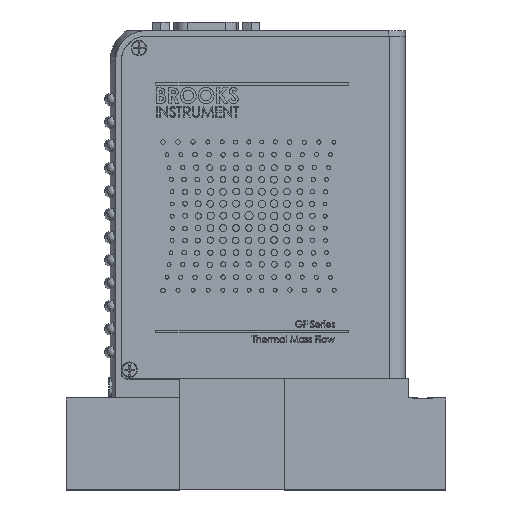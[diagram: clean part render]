
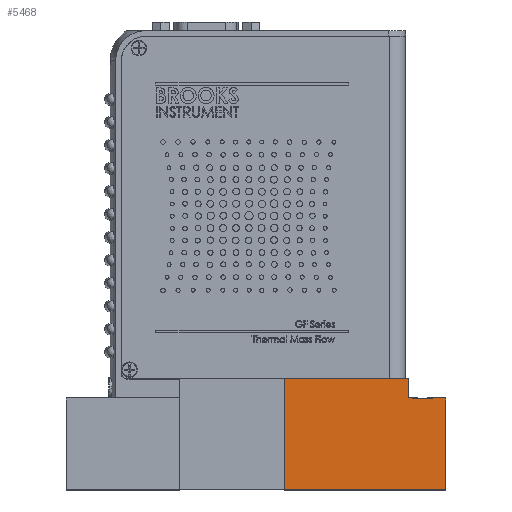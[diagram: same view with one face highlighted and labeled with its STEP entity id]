
A CAD part, top view. The second image highlights one B-rep face of the part: STEP entity #5468.
In plain terms, the highlighted planar face has unit normal (0, 0, 1).
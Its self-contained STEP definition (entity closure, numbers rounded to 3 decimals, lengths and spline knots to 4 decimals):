
#5468 = ADVANCED_FACE ( 'NONE', ( #52458 ), #75109, .F. ) ;
#13764 = VERTEX_POINT ( 'NONE', #46180 ) ;
#14052 = VERTEX_POINT ( 'NONE', #46545 ) ;
#14136 = VERTEX_POINT ( 'NONE', #46654 ) ;
#14148 = VERTEX_POINT ( 'NONE', #46669 ) ;
#14268 = VERTEX_POINT ( 'NONE', #46773 ) ;
#14280 = VERTEX_POINT ( 'NONE', #46781 ) ;
#14316 = VERTEX_POINT ( 'NONE', #46805 ) ;
#14370 = VERTEX_POINT ( 'NONE', #46841 ) ;
#14661 = EDGE_LOOP ( 'NONE', ( #58067, #58068, #58069, #58070, #58071, #58072, #58073, #58074, #58075, #58076 ) ) ;
#15009 = VERTEX_POINT ( 'NONE', #47052 ) ;
#15129 = VERTEX_POINT ( 'NONE', #47085 ) ;
#18418 = EDGE_CURVE ( 'NONE', #15009, #14316, #63506, .T. ) ;
#18419 = EDGE_CURVE ( 'NONE', #14148, #14052, #63507, .T. ) ;
#18420 = EDGE_CURVE ( 'NONE', #14370, #14268, #63508, .T. ) ;
#23072 = EDGE_CURVE ( 'NONE', #13764, #15129, #63517, .T. ) ;
#23073 = EDGE_CURVE ( 'NONE', #13764, #14268, #63512, .T. ) ;
#23077 = EDGE_CURVE ( 'NONE', #14370, #14280, #63510, .T. ) ;
#23079 = EDGE_CURVE ( 'NONE', #14136, #14280, #63520, .T. ) ;
#23095 = EDGE_CURVE ( 'NONE', #14316, #14052, #63538, .T. ) ;
#23100 = EDGE_CURVE ( 'NONE', #14136, #14148, #63556, .T. ) ;
#23112 = EDGE_CURVE ( 'NONE', #15009, #15129, #63571, .T. ) ;
#24549 = AXIS2_PLACEMENT_3D ( 'NONE', #75111, #75112, #75113 ) ;
#46180 = CARTESIAN_POINT ( 'NONE',  ( 1.0713, 0.8711, 0.56 ) ) ;
#46545 = CARTESIAN_POINT ( 'NONE',  ( 1.4349, -0.1189, 0.56 ) ) ;
#46654 = CARTESIAN_POINT ( 'NONE',  ( -0.3191, 1.0881, 0.56 ) ) ;
#46669 = CARTESIAN_POINT ( 'NONE',  ( -0.3191, -0.1189, 0.56 ) ) ;
#46773 = CARTESIAN_POINT ( 'NONE',  ( 1.0713, 0.8811, 0.56 ) ) ;
#46781 = CARTESIAN_POINT ( 'NONE',  ( 1.0259, 1.0881, 0.56 ) ) ;
#46805 = CARTESIAN_POINT ( 'NONE',  ( 1.4349, 0.8811, 0.56 ) ) ;
#46841 = CARTESIAN_POINT ( 'NONE',  ( 1.0259, 0.8811, 0.56 ) ) ;
#47052 = CARTESIAN_POINT ( 'NONE',  ( 1.2906, 0.8811, 0.56 ) ) ;
#47085 = CARTESIAN_POINT ( 'NONE',  ( 1.2906, 0.8711, 0.56 ) ) ;
#52458 = FACE_OUTER_BOUND ( 'NONE', #14661, .T. ) ;
#58067 = ORIENTED_EDGE ( 'NONE', *, *, #23072, .F. ) ;
#58068 = ORIENTED_EDGE ( 'NONE', *, *, #23073, .T. ) ;
#58069 = ORIENTED_EDGE ( 'NONE', *, *, #18420, .F. ) ;
#58070 = ORIENTED_EDGE ( 'NONE', *, *, #23077, .T. ) ;
#58071 = ORIENTED_EDGE ( 'NONE', *, *, #23079, .F. ) ;
#58072 = ORIENTED_EDGE ( 'NONE', *, *, #23100, .T. ) ;
#58073 = ORIENTED_EDGE ( 'NONE', *, *, #18419, .T. ) ;
#58074 = ORIENTED_EDGE ( 'NONE', *, *, #23095, .F. ) ;
#58075 = ORIENTED_EDGE ( 'NONE', *, *, #18418, .F. ) ;
#58076 = ORIENTED_EDGE ( 'NONE', *, *, #23112, .T. ) ;
#63506 = LINE ( 'NONE', #65522, #63509 ) ;
#63507 = LINE ( 'NONE', #65521, #63511 ) ;
#63508 = LINE ( 'NONE', #65508, #63513 ) ;
#63509 = VECTOR ( 'NONE', #65501, 39.3701 ) ;
#63510 = LINE ( 'NONE', #66531, #63523 ) ;
#63511 = VECTOR ( 'NONE', #65527, 39.3701 ) ;
#63512 = LINE ( 'NONE', #66520, #63514 ) ;
#63513 = VECTOR ( 'NONE', #65529, 39.3701 ) ;
#63514 = VECTOR ( 'NONE', #66521, 39.3701 ) ;
#63517 = LINE ( 'NONE', #66518, #63519 ) ;
#63519 = VECTOR ( 'NONE', #66515, 39.3701 ) ;
#63520 = LINE ( 'NONE', #66527, #63527 ) ;
#63523 = VECTOR ( 'NONE', #66532, 39.3701 ) ;
#63527 = VECTOR ( 'NONE', #66535, 39.3701 ) ;
#63538 = LINE ( 'NONE', #66565, #63549 ) ;
#63549 = VECTOR ( 'NONE', #66578, 39.3701 ) ;
#63556 = LINE ( 'NONE', #66586, #63559 ) ;
#63559 = VECTOR ( 'NONE', #66587, 39.3701 ) ;
#63571 = LINE ( 'NONE', #66609, #63573 ) ;
#63573 = VECTOR ( 'NONE', #66616, 39.3701 ) ;
#65501 = DIRECTION ( 'NONE',  ( 1., 0., 0. ) ) ;
#65508 = CARTESIAN_POINT ( 'NONE',  ( 1.4349, 0.8811, 0.56 ) ) ;
#65521 = CARTESIAN_POINT ( 'NONE',  ( -0.3191, -0.1189, 0.56 ) ) ;
#65522 = CARTESIAN_POINT ( 'NONE',  ( 1.4349, 0.8811, 0.56 ) ) ;
#65527 = DIRECTION ( 'NONE',  ( 1., 0., 0. ) ) ;
#65529 = DIRECTION ( 'NONE',  ( 1., 0., 0. ) ) ;
#66515 = DIRECTION ( 'NONE',  ( 1., 0., 0. ) ) ;
#66518 = CARTESIAN_POINT ( 'NONE',  ( -0.3191, 0.8711, 0.56 ) ) ;
#66520 = CARTESIAN_POINT ( 'NONE',  ( 1.0713, 0.8711, 0.56 ) ) ;
#66521 = DIRECTION ( 'NONE',  ( 0., 1., 0. ) ) ;
#66527 = CARTESIAN_POINT ( 'NONE',  ( -0.3191, 1.0881, 0.56 ) ) ;
#66531 = CARTESIAN_POINT ( 'NONE',  ( 1.0259, 0.8811, 0.56 ) ) ;
#66532 = DIRECTION ( 'NONE',  ( 0., 1., 0. ) ) ;
#66535 = DIRECTION ( 'NONE',  ( 1., 0., 0. ) ) ;
#66565 = CARTESIAN_POINT ( 'NONE',  ( 1.4349, 1.0881, 0.56 ) ) ;
#66578 = DIRECTION ( 'NONE',  ( 0., -1., 0. ) ) ;
#66586 = CARTESIAN_POINT ( 'NONE',  ( -0.3191, 1.0881, 0.56 ) ) ;
#66587 = DIRECTION ( 'NONE',  ( 0., -1., 0. ) ) ;
#66609 = CARTESIAN_POINT ( 'NONE',  ( 1.2906, 0.8711, 0.56 ) ) ;
#66616 = DIRECTION ( 'NONE',  ( 0., -1., 0. ) ) ;
#75109 = PLANE ( 'NONE',  #24549 ) ;
#75111 = CARTESIAN_POINT ( 'NONE',  ( -0.3191, 1.0881, 0.56 ) ) ;
#75112 = DIRECTION ( 'NONE',  ( 0., 0., -1. ) ) ;
#75113 = DIRECTION ( 'NONE',  ( -1., 0., 0. ) ) ;
